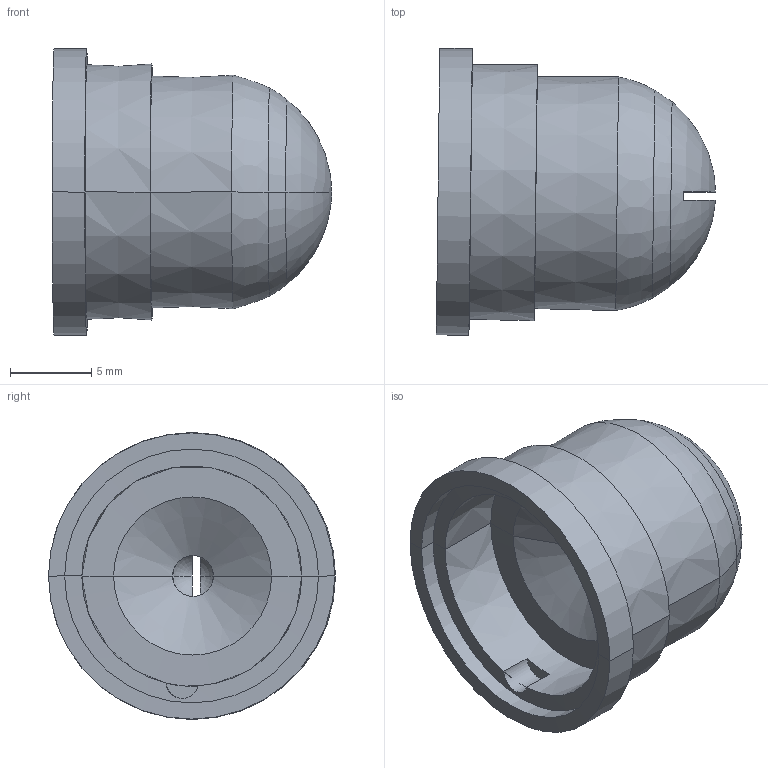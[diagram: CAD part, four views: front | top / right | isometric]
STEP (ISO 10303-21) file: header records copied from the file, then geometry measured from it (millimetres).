
FILE_DESCRIPTION (( 'STEP AP203' ), '1' );
FILE_NAME ('buse10.STEP', '2019-12-09T10:19:10', ( '' ), ( '' ), 'SwSTEP 2.0', 'SolidWorks 2018', '' );
FILE_SCHEMA (( 'CONFIG_CONTROL_DESIGN' ));
Length unit declared in the file: millimetre
Products named in the file (1): buse10
Bounding box: 17.18 x 17.66 x 17.66 mm (x, y, z)
Volume: 1783.5 mm3; surface area: 1463.8 mm2
Topology: 3 solids, 3 shells, 44 faces, 90 edges, 50 vertices
Faces by surface type: cone 28, torus 6, bspline 5, plane 5
Entity records: 1339 total; most frequent: CARTESIAN_POINT 379, DIRECTION 186, ORIENTED_EDGE 180, EDGE_CURVE 90, AXIS2_PLACEMENT_3D 79, VERTEX_POINT 50, FACE_OUTER_BOUND 44, EDGE_LOOP 44
